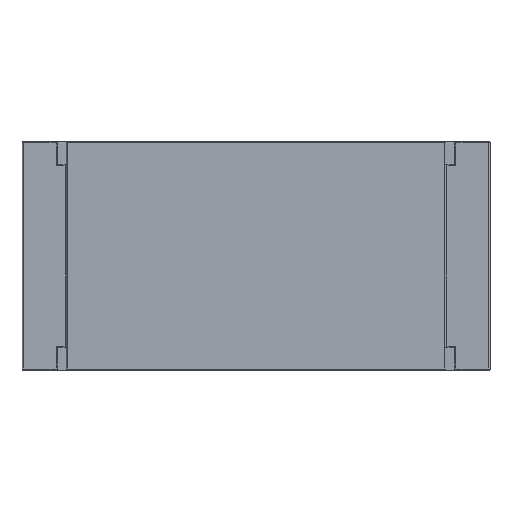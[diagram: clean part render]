
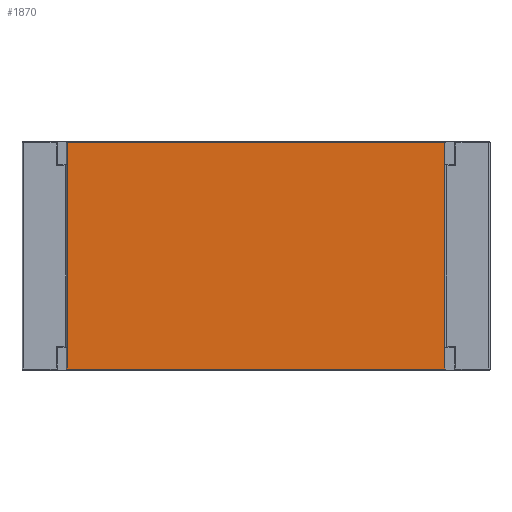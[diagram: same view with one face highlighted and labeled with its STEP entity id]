
A CAD part, top view. The second image highlights one B-rep face of the part: STEP entity #1870.
In plain terms, the highlighted planar face has unit normal (0, 0, 1).
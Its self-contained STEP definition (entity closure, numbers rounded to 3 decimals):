
#1758 = VERTEX_POINT('',#1759);
#1759 = CARTESIAN_POINT('',(-2.559,1.534,0.65));
#1775 = VERTEX_POINT('',#1776);
#1776 = CARTESIAN_POINT('',(-2.559,-1.534,0.65));
#1783 = EDGE_CURVE('',#1758,#1775,#1784,.T.);
#1784 = LINE('',#1785,#1786);
#1785 = CARTESIAN_POINT('',(-2.559,0.,0.65));
#1786 = VECTOR('',#1787,1.);
#1787 = DIRECTION('',(0.,-1.,0.));
#1870 = ADVANCED_FACE('',(#1871),#1896,.F.);
#1871 = FACE_BOUND('',#1872,.T.);
#1872 = EDGE_LOOP('',(#1873,#1874,#1882,#1890));
#1873 = ORIENTED_EDGE('',*,*,#1783,.T.);
#1874 = ORIENTED_EDGE('',*,*,#1875,.T.);
#1875 = EDGE_CURVE('',#1775,#1876,#1878,.T.);
#1876 = VERTEX_POINT('',#1877);
#1877 = CARTESIAN_POINT('',(2.559,-1.534,0.65));
#1878 = LINE('',#1879,#1880);
#1879 = CARTESIAN_POINT('',(0.,-1.534,0.65));
#1880 = VECTOR('',#1881,1.);
#1881 = DIRECTION('',(1.,0.,0.));
#1882 = ORIENTED_EDGE('',*,*,#1883,.T.);
#1883 = EDGE_CURVE('',#1876,#1884,#1886,.T.);
#1884 = VERTEX_POINT('',#1885);
#1885 = CARTESIAN_POINT('',(2.559,1.534,0.65));
#1886 = LINE('',#1887,#1888);
#1887 = CARTESIAN_POINT('',(2.559,0.,0.65));
#1888 = VECTOR('',#1889,1.);
#1889 = DIRECTION('',(0.,1.,0.));
#1890 = ORIENTED_EDGE('',*,*,#1891,.T.);
#1891 = EDGE_CURVE('',#1884,#1758,#1892,.T.);
#1892 = LINE('',#1893,#1894);
#1893 = CARTESIAN_POINT('',(0.,1.534,0.65));
#1894 = VECTOR('',#1895,1.);
#1895 = DIRECTION('',(-1.,0.,0.));
#1896 = PLANE('',#1897);
#1897 = AXIS2_PLACEMENT_3D('',#1898,#1899,#1900);
#1898 = CARTESIAN_POINT('',(0.,0.,0.65));
#1899 = DIRECTION('',(0.,0.,-1.));
#1900 = DIRECTION('',(0.,1.,0.));
